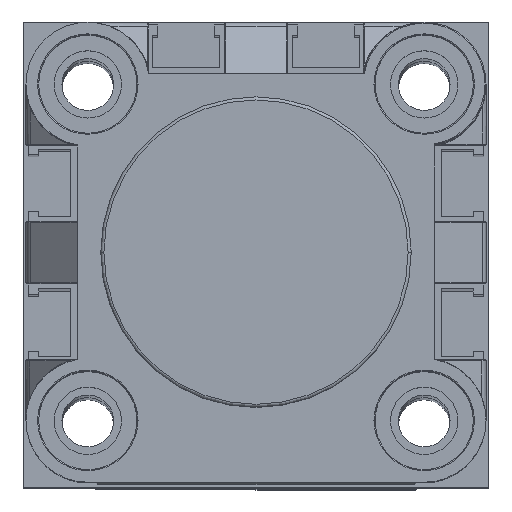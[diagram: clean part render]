
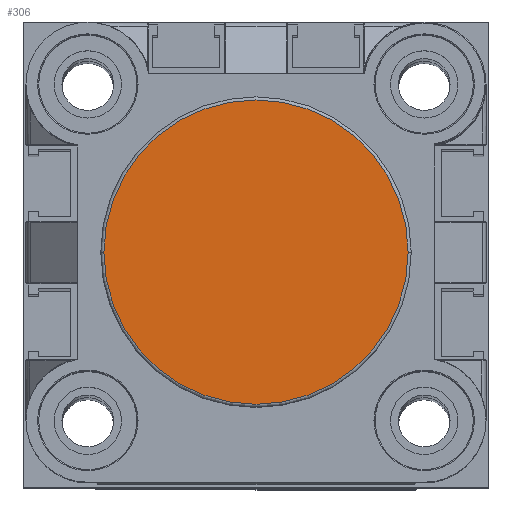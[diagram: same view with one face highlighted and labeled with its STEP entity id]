
A CAD part, top view. The second image highlights one B-rep face of the part: STEP entity #306.
In plain terms, the highlighted planar face has unit normal (0, 0, 1).
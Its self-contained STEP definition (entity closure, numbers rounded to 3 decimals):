
#306 = ADVANCED_FACE ( 'NONE', ( #19450 ), #2765, .T. ) ;
#1288 = DIRECTION ( 'NONE',  ( 0., 0., 1. ) ) ;
#2765 = PLANE ( 'NONE',  #9553 ) ;
#3164 = ORIENTED_EDGE ( 'NONE', *, *, #21884, .T. ) ;
#4293 = ORIENTED_EDGE ( 'NONE', *, *, #24820, .T. ) ;
#5353 = CARTESIAN_POINT ( 'NONE',  ( 2.55, -17.25, 30. ) ) ;
#8544 = CARTESIAN_POINT ( 'NONE',  ( 17.25, -17.25, 30. ) ) ;
#9553 = AXIS2_PLACEMENT_3D ( 'NONE', #25385, #12852, #30394 ) ;
#10023 = CIRCLE ( 'NONE', #26390, 14.7 ) ;
#11063 = DIRECTION ( 'NONE',  ( 1., 0., 0. ) ) ;
#12852 = DIRECTION ( 'NONE',  ( 0., 0., 1. ) ) ;
#15508 = VERTEX_POINT ( 'NONE', #23779 ) ;
#16312 = CARTESIAN_POINT ( 'NONE',  ( 17.25, -17.25, 30. ) ) ;
#18838 = DIRECTION ( 'NONE',  ( 1., 0., 0. ) ) ;
#19450 = FACE_OUTER_BOUND ( 'NONE', #30198, .T. ) ;
#21884 = EDGE_CURVE ( 'NONE', #26844, #15508, #30956, .T. ) ;
#23779 = CARTESIAN_POINT ( 'NONE',  ( 31.95, -17.25, 30. ) ) ;
#24820 = EDGE_CURVE ( 'NONE', #15508, #26844, #10023, .T. ) ;
#25385 = CARTESIAN_POINT ( 'NONE',  ( 17.25, -17.25, 30. ) ) ;
#26122 = DIRECTION ( 'NONE',  ( 0., 0., 1. ) ) ;
#26390 = AXIS2_PLACEMENT_3D ( 'NONE', #16312, #1288, #18838 ) ;
#26844 = VERTEX_POINT ( 'NONE', #5353 ) ;
#30198 = EDGE_LOOP ( 'NONE', ( #4293, #3164 ) ) ;
#30327 = AXIS2_PLACEMENT_3D ( 'NONE', #8544, #26122, #11063 ) ;
#30394 = DIRECTION ( 'NONE',  ( 1., 0., 0. ) ) ;
#30956 = CIRCLE ( 'NONE', #30327, 14.7 ) ;
